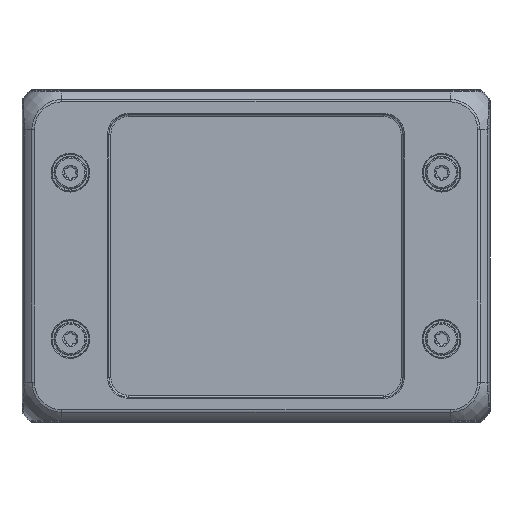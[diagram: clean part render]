
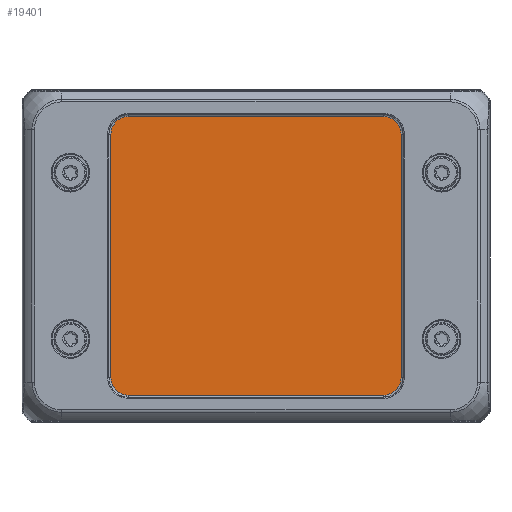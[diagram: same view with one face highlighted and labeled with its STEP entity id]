
A CAD part, top view. The second image highlights one B-rep face of the part: STEP entity #19401.
In plain terms, the highlighted planar face has unit normal (0, 0, 1).
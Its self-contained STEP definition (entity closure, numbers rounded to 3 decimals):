
#593=ELLIPSE('',#21535,4.501,4.5);
#595=ELLIPSE('',#21540,4.501,4.5);
#597=ELLIPSE('',#21545,4.501,4.5);
#598=ELLIPSE('',#21548,4.501,4.5);
#2506=PLANE('',#21556);
#3525=FACE_OUTER_BOUND('',#4831,.T.);
#4831=EDGE_LOOP('',(#16938,#16939,#16940,#16941,#16942,#16943,#16944,#16945));
#5906=LINE('',#71769,#6860);
#5909=LINE('',#71823,#6863);
#5911=LINE('',#71874,#6865);
#5913=LINE('',#71925,#6867);
#6860=VECTOR('',#26235,10.);
#6863=VECTOR('',#26250,10.);
#6865=VECTOR('',#26262,10.);
#6867=VECTOR('',#26274,10.);
#9382=VERTEX_POINT('',#71766);
#9383=VERTEX_POINT('',#71768);
#9385=VERTEX_POINT('',#71813);
#9387=VERTEX_POINT('',#71819);
#9389=VERTEX_POINT('',#71864);
#9391=VERTEX_POINT('',#71870);
#9393=VERTEX_POINT('',#71915);
#9395=VERTEX_POINT('',#71921);
#11930=EDGE_CURVE('',#9382,#9383,#5906,.T.);
#11935=EDGE_CURVE('',#9383,#9385,#593,.T.);
#11938=EDGE_CURVE('',#9385,#9387,#5909,.T.);
#11941=EDGE_CURVE('',#9387,#9389,#595,.T.);
#11944=EDGE_CURVE('',#9389,#9391,#5911,.T.);
#11947=EDGE_CURVE('',#9391,#9393,#597,.T.);
#11950=EDGE_CURVE('',#9393,#9395,#5913,.T.);
#11951=EDGE_CURVE('',#9395,#9382,#598,.T.);
#16938=ORIENTED_EDGE('',*,*,#11930,.F.);
#16939=ORIENTED_EDGE('',*,*,#11951,.F.);
#16940=ORIENTED_EDGE('',*,*,#11950,.F.);
#16941=ORIENTED_EDGE('',*,*,#11947,.F.);
#16942=ORIENTED_EDGE('',*,*,#11944,.F.);
#16943=ORIENTED_EDGE('',*,*,#11941,.F.);
#16944=ORIENTED_EDGE('',*,*,#11938,.F.);
#16945=ORIENTED_EDGE('',*,*,#11935,.F.);
#19401=ADVANCED_FACE('',(#3525),#2506,.F.);
#21535=AXIS2_PLACEMENT_3D('',#71817,#26243,#26244);
#21540=AXIS2_PLACEMENT_3D('',#71868,#26255,#26256);
#21545=AXIS2_PLACEMENT_3D('',#71919,#26267,#26268);
#21548=AXIS2_PLACEMENT_3D('',#71966,#26275,#26276);
#21556=AXIS2_PLACEMENT_3D('',#71986,#26298,#26299);
#26235=DIRECTION('',(-1.,0.,0.));
#26243=DIRECTION('center_axis',(0.,0.,-1.));
#26244=DIRECTION('ref_axis',(-0.707,-0.707,0.));
#26250=DIRECTION('',(0.,1.,0.));
#26255=DIRECTION('center_axis',(0.,0.,-1.));
#26256=DIRECTION('ref_axis',(-0.707,0.707,0.));
#26262=DIRECTION('',(1.,0.,0.));
#26267=DIRECTION('center_axis',(0.,0.,-1.));
#26268=DIRECTION('ref_axis',(0.707,0.707,0.));
#26274=DIRECTION('',(0.,-1.,0.));
#26275=DIRECTION('center_axis',(0.,0.,-1.));
#26276=DIRECTION('ref_axis',(0.707,-0.707,0.));
#26298=DIRECTION('center_axis',(0.,0.,-1.));
#26299=DIRECTION('ref_axis',(-1.,0.,0.));
#71766=CARTESIAN_POINT('',(33.009,-36.009,18.));
#71768=CARTESIAN_POINT('',(-33.009,-36.009,18.));
#71769=CARTESIAN_POINT('',(19.,-36.009,18.));
#71813=CARTESIAN_POINT('',(-37.509,-31.509,18.));
#71817=CARTESIAN_POINT('Origin',(-33.008,-31.508,18.));
#71819=CARTESIAN_POINT('',(-37.509,31.509,18.));
#71823=CARTESIAN_POINT('',(-37.509,-18.25,18.));
#71864=CARTESIAN_POINT('',(-33.009,36.009,18.));
#71868=CARTESIAN_POINT('Origin',(-33.008,31.508,18.));
#71870=CARTESIAN_POINT('',(33.009,36.009,18.));
#71874=CARTESIAN_POINT('',(-19.,36.009,18.));
#71915=CARTESIAN_POINT('',(37.509,31.509,18.));
#71919=CARTESIAN_POINT('Origin',(33.008,31.508,18.));
#71921=CARTESIAN_POINT('',(37.509,-31.509,18.));
#71925=CARTESIAN_POINT('',(37.509,18.25,18.));
#71966=CARTESIAN_POINT('Origin',(33.008,-31.508,18.));
#71986=CARTESIAN_POINT('Origin',(0.,0.,
18.));
